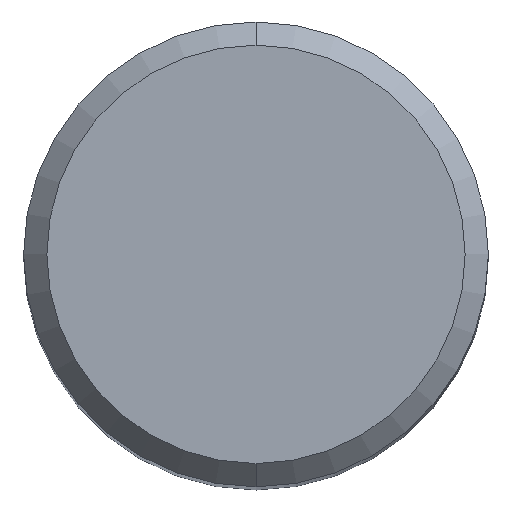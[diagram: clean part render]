
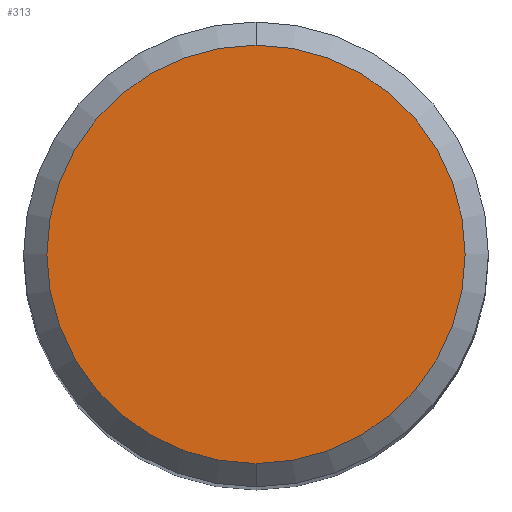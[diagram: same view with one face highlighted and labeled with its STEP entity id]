
A CAD part, top view. The second image highlights one B-rep face of the part: STEP entity #313.
In plain terms, the highlighted planar face has unit normal (0, 0, 1).
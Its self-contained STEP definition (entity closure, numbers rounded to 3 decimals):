
#201=VERTEX_POINT('',#498);
#269=EDGE_CURVE('',#201,#435,#572,.T.);
#313=ADVANCED_FACE('',(#620),#621,.T.);
#319=EDGE_CURVE('',#435,#201,#627,.T.);
#435=VERTEX_POINT('',#753);
#498=CARTESIAN_POINT('',(0.,-4.5,0.0));
#572=CIRCLE('',#1015,4.5);
#620=FACE_OUTER_BOUND('',#1106,.T.);
#621=PLANE('',#1107);
#627=CIRCLE('',#1115,4.5);
#753=CARTESIAN_POINT('',(0.0,4.5,0.0));
#1015=AXIS2_PLACEMENT_3D('',#1552,#1553,#1554);
#1106=EDGE_LOOP('',(#1610,#1611));
#1107=AXIS2_PLACEMENT_3D('',#1612,#1613,#1614);
#1115=AXIS2_PLACEMENT_3D('',#1618,#1619,#1620);
#1552=CARTESIAN_POINT('',(0.0,0.0,0.0));
#1553=DIRECTION('',(0.0,0.0,-1.0));
#1554=DIRECTION('',(0.0,1.0,0.0));
#1610=ORIENTED_EDGE('',*,*,#319,.F.);
#1611=ORIENTED_EDGE('',*,*,#269,.F.);
#1612=CARTESIAN_POINT('',(0.0,2.25,0.0));
#1613=DIRECTION('',(-0.0,0.0,1.0));
#1614=DIRECTION('',(0.0,-1.0,0.0));
#1618=CARTESIAN_POINT('',(0.0,0.0,0.0));
#1619=DIRECTION('',(0.0,0.0,-1.0));
#1620=DIRECTION('',(0.0,1.0,0.0));
